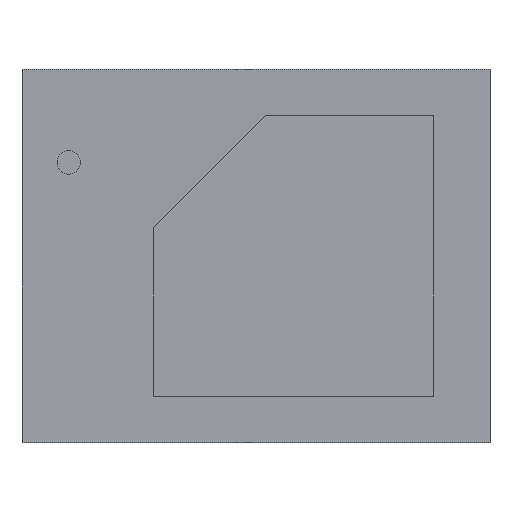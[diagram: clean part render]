
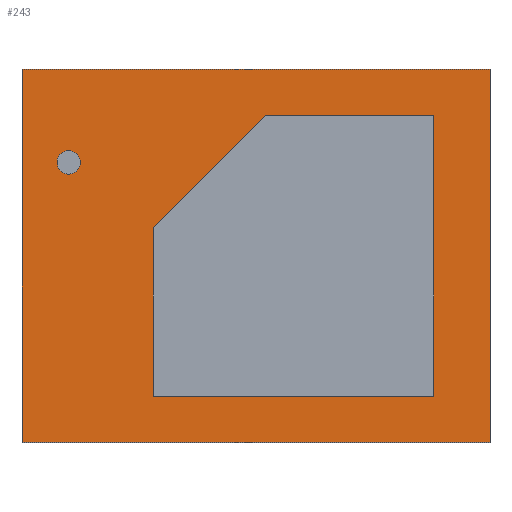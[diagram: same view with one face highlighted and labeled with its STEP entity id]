
A CAD part, top view. The second image highlights one B-rep face of the part: STEP entity #243.
In plain terms, the highlighted planar face has unit normal (0, 0, 1).
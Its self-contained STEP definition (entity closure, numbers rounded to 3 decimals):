
#33 = EDGE_LOOP ( 'NONE', ( #1109, #1267, #582, #435, #171 ) ) ;
#36 = DIRECTION ( 'NONE',  ( 0., 1., 0. ) ) ;
#49 = VECTOR ( 'NONE', #1244, 1000. ) ;
#51 = FACE_BOUND ( 'NONE', #33, .T. ) ;
#103 = VERTEX_POINT ( 'NONE', #1552 ) ;
#114 = VECTOR ( 'NONE', #1176, 1000. ) ;
#144 = VECTOR ( 'NONE', #1348, 1000. ) ;
#165 = LINE ( 'NONE', #1091, #541 ) ;
#171 = ORIENTED_EDGE ( 'NONE', *, *, #558, .F. ) ;
#174 = CARTESIAN_POINT ( 'NONE',  ( -1.098, 0.3, 1.041 ) ) ;
#193 = EDGE_CURVE ( 'NONE', #967, #103, #405, .T. ) ;
#195 = PLANE ( 'NONE',  #989 ) ;
#243 = ADVANCED_FACE ( 'NONE', ( #51, #959 ), #195, .T. ) ;
#257 = CARTESIAN_POINT ( 'NONE',  ( 0.102, 1.5, 1.041 ) ) ;
#258 = EDGE_LOOP ( 'NONE', ( #744, #810, #1016, #280 ) ) ;
#270 = VERTEX_POINT ( 'NONE', #1481 ) ;
#271 = CARTESIAN_POINT ( 'NONE',  ( -1.098, -1.5, 1.041 ) ) ;
#280 = ORIENTED_EDGE ( 'NONE', *, *, #1098, .T. ) ;
#288 = EDGE_CURVE ( 'NONE', #270, #1326, #423, .T. ) ;
#289 = CARTESIAN_POINT ( 'NONE',  ( -2.502, -1.994, 1.041 ) ) ;
#309 = EDGE_CURVE ( 'NONE', #1444, #270, #1589, .T. ) ;
#326 = VERTEX_POINT ( 'NONE', #1339 ) ;
#355 = CARTESIAN_POINT ( 'NONE',  ( -2.502, -1.994, 1.041 ) ) ;
#369 = CARTESIAN_POINT ( 'NONE',  ( -1.098, 0.3, 1.041 ) ) ;
#385 = LINE ( 'NONE', #257, #1464 ) ;
#405 = LINE ( 'NONE', #271, #114 ) ;
#423 = LINE ( 'NONE', #1607, #608 ) ;
#435 = ORIENTED_EDGE ( 'NONE', *, *, #1265, .F. ) ;
#447 = CARTESIAN_POINT ( 'NONE',  ( 2.502, -1.994, 1.041 ) ) ;
#456 = DIRECTION ( 'NONE',  ( -1., 0., 0. ) ) ;
#460 = VECTOR ( 'NONE', #627, 1000. ) ;
#471 = CARTESIAN_POINT ( 'NONE',  ( 2.502, -1.994, 1.041 ) ) ;
#475 = CARTESIAN_POINT ( 'NONE',  ( -1.098, -1.5, 1.041 ) ) ;
#541 = VECTOR ( 'NONE', #957, 1000. ) ;
#558 = EDGE_CURVE ( 'NONE', #326, #705, #385, .T. ) ;
#579 = EDGE_CURVE ( 'NONE', #103, #326, #964, .T. ) ;
#582 = ORIENTED_EDGE ( 'NONE', *, *, #1614, .F. ) ;
#608 = VECTOR ( 'NONE', #456, 1000. ) ;
#627 = DIRECTION ( 'NONE',  ( -0.707, -0.707, 0. ) ) ;
#632 = VERTEX_POINT ( 'NONE', #174 ) ;
#705 = VERTEX_POINT ( 'NONE', #1028 ) ;
#744 = ORIENTED_EDGE ( 'NONE', *, *, #1002, .T. ) ;
#810 = ORIENTED_EDGE ( 'NONE', *, *, #309, .T. ) ;
#822 = DIRECTION ( 'NONE',  ( 0., -1., 0. ) ) ;
#823 = CARTESIAN_POINT ( 'NONE',  ( 1.902, -1.5, 1.041 ) ) ;
#851 = DIRECTION ( 'NONE',  ( 0., 0., 1. ) ) ;
#857 = CARTESIAN_POINT ( 'NONE',  ( -2.502, 1.994, 1.041 ) ) ;
#947 = VECTOR ( 'NONE', #36, 1000. ) ;
#957 = DIRECTION ( 'NONE',  ( 1., 0., 0. ) ) ;
#959 = FACE_OUTER_BOUND ( 'NONE', #258, .T. ) ;
#964 = LINE ( 'NONE', #823, #947 ) ;
#967 = VERTEX_POINT ( 'NONE', #1556 ) ;
#989 = AXIS2_PLACEMENT_3D ( 'NONE', #289, #851, #1497 ) ;
#1001 = VECTOR ( 'NONE', #822, 1000. ) ;
#1002 = EDGE_CURVE ( 'NONE', #1392, #1444, #165, .T. ) ;
#1016 = ORIENTED_EDGE ( 'NONE', *, *, #288, .T. ) ;
#1028 = CARTESIAN_POINT ( 'NONE',  ( 0.102, 1.5, 1.041 ) ) ;
#1089 = LINE ( 'NONE', #475, #49 ) ;
#1091 = CARTESIAN_POINT ( 'NONE',  ( -2.502, -1.994, 1.041 ) ) ;
#1098 = EDGE_CURVE ( 'NONE', #1326, #1392, #1327, .T. ) ;
#1109 = ORIENTED_EDGE ( 'NONE', *, *, #579, .F. ) ;
#1176 = DIRECTION ( 'NONE',  ( 1., 0., 0. ) ) ;
#1244 = DIRECTION ( 'NONE',  ( 0., -1., 0. ) ) ;
#1265 = EDGE_CURVE ( 'NONE', #705, #632, #1414, .T. ) ;
#1267 = ORIENTED_EDGE ( 'NONE', *, *, #193, .F. ) ;
#1326 = VERTEX_POINT ( 'NONE', #857 ) ;
#1327 = LINE ( 'NONE', #1593, #1001 ) ;
#1339 = CARTESIAN_POINT ( 'NONE',  ( 1.902, 1.5, 1.041 ) ) ;
#1348 = DIRECTION ( 'NONE',  ( 0., 1., 0. ) ) ;
#1392 = VERTEX_POINT ( 'NONE', #355 ) ;
#1414 = LINE ( 'NONE', #369, #460 ) ;
#1428 = DIRECTION ( 'NONE',  ( -1., 0., 0. ) ) ;
#1444 = VERTEX_POINT ( 'NONE', #471 ) ;
#1464 = VECTOR ( 'NONE', #1428, 1000. ) ;
#1481 = CARTESIAN_POINT ( 'NONE',  ( 2.502, 1.994, 1.041 ) ) ;
#1497 = DIRECTION ( 'NONE',  ( 1., 0., 0. ) ) ;
#1552 = CARTESIAN_POINT ( 'NONE',  ( 1.902, -1.5, 1.041 ) ) ;
#1556 = CARTESIAN_POINT ( 'NONE',  ( -1.098, -1.5, 1.041 ) ) ;
#1589 = LINE ( 'NONE', #447, #144 ) ;
#1593 = CARTESIAN_POINT ( 'NONE',  ( -2.502, 1.994, 1.041 ) ) ;
#1607 = CARTESIAN_POINT ( 'NONE',  ( 2.502, 1.994, 1.041 ) ) ;
#1614 = EDGE_CURVE ( 'NONE', #632, #967, #1089, .T. ) ;
